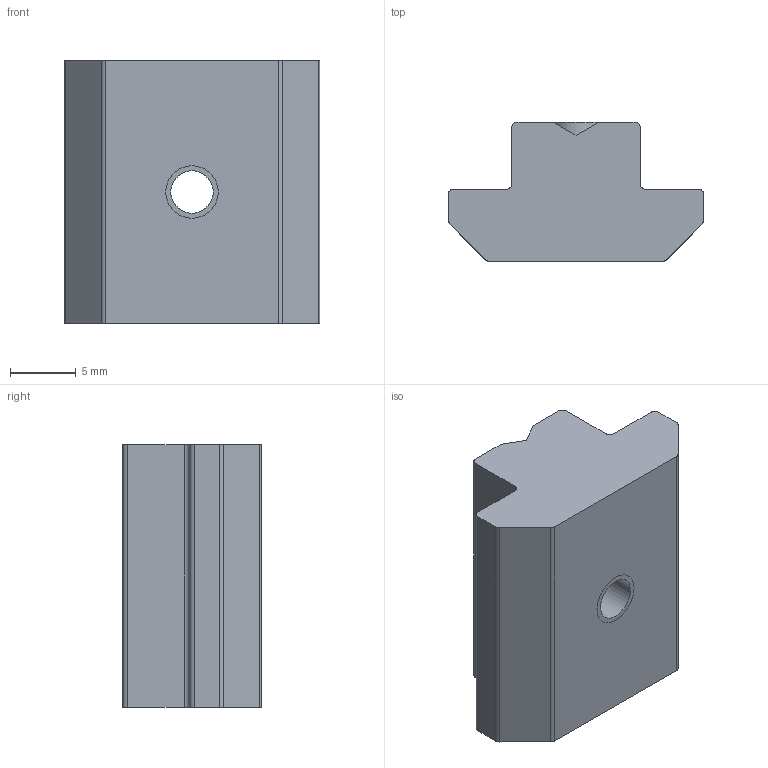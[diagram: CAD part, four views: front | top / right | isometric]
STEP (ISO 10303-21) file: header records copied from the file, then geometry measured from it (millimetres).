
FILE_DESCRIPTION((''),'2;1');
FILE_NAME('UTORNI_KAMEN_U10','2022-09-16T14:38:00',('PredragRovcanin'),('Audax d.o.o.'),'CREO PARAMETRIC BY PTC INC, 2020281','CREO PARAMETRIC BY PTC INC, 2020281','');
FILE_SCHEMA(('AUTOMOTIVE_DESIGN { 1 0 10303 214 1 1 1 1 }'));
Length unit declared in the file: millimetre
Products named in the file (1): UTORNI_KAMEN_U10
Bounding box: 19.5 x 10.6 x 20 mm (x, y, z)
Volume: 2845.9 mm3; surface area: 1638.8 mm2
Topology: 1 solids, 2 shells, 30 faces, 88 edges, 62 vertices
Faces by surface type: plane 16, cylinder 14
Entity records: 1886 total; most frequent: COLOUR_RGB 321, CARTESIAN_POINT 205, DIRECTION 178, ORIENTED_EDGE 168, PRESENTATION_STYLE_ASSIGNMENT 93, STYLED_ITEM 93, CURVE_STYLE 91, EDGE_CURVE 86
